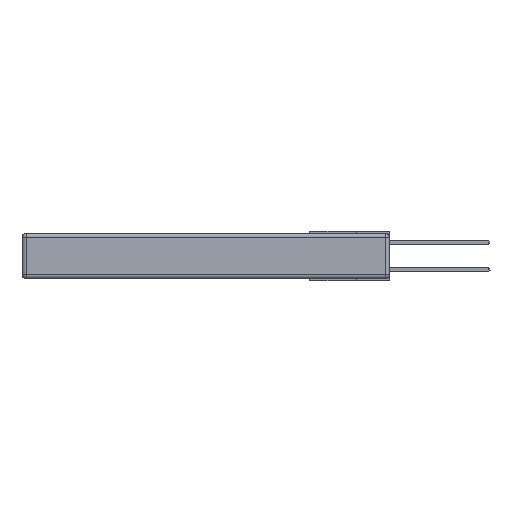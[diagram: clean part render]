
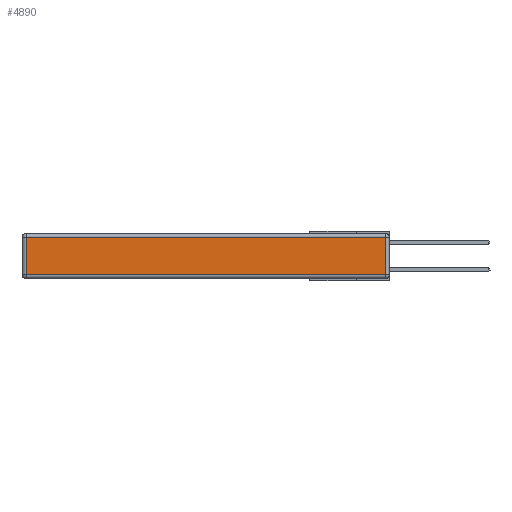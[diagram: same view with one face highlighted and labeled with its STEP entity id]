
A CAD part, left-side view. The second image highlights one B-rep face of the part: STEP entity #4890.
In plain terms, the highlighted planar face has unit normal (-1, 0, 0).
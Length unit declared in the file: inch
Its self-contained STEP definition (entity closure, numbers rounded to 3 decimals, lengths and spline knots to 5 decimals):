
#599 = DIRECTION ( 'NONE',  ( 0., 1., 0. ) ) ;
#1645 = VERTEX_POINT ( 'NONE', #15268 ) ;
#4119 = VERTEX_POINT ( 'NONE', #16258 ) ;
#4766 = EDGE_CURVE ( 'NONE', #4119, #18724, #18605, .T. ) ;
#4767 = EDGE_LOOP ( 'NONE', ( #16102, #16667, #16205, #9221 ) ) ;
#4811 = VECTOR ( 'NONE', #14985, 39.37008 ) ;
#4890 = ADVANCED_FACE ( 'NONE', ( #16455 ), #6123, .T. ) ;
#5256 = VECTOR ( 'NONE', #11817, 39.37008 ) ;
#5668 = VECTOR ( 'NONE', #8890, 39.37008 ) ;
#6123 = PLANE ( 'NONE',  #17512 ) ;
#6596 = EDGE_CURVE ( 'NONE', #18724, #1645, #11155, .T. ) ;
#7468 = CARTESIAN_POINT ( 'NONE',  ( 0., 0.03, -0.343 ) ) ;
#7852 = CARTESIAN_POINT ( 'NONE',  ( 0., 0., -0.343 ) ) ;
#8890 = DIRECTION ( 'NONE',  ( 0., 0., 1. ) ) ;
#9221 = ORIENTED_EDGE ( 'NONE', *, *, #6596, .T. ) ;
#9848 = VERTEX_POINT ( 'NONE', #16563 ) ;
#10306 = CARTESIAN_POINT ( 'NONE',  ( 0., 2.72, -0.343 ) ) ;
#10949 = EDGE_CURVE ( 'NONE', #9848, #4119, #19635, .T. ) ;
#11155 = LINE ( 'NONE', #10306, #5256 ) ;
#11182 = LINE ( 'NONE', #11872, #4811 ) ;
#11337 = CARTESIAN_POINT ( 'NONE',  ( 0., 2.75, -0.03 ) ) ;
#11817 = DIRECTION ( 'NONE',  ( 0., 0., -1. ) ) ;
#11872 = CARTESIAN_POINT ( 'NONE',  ( 0., 0., -0.313 ) ) ;
#12417 = VECTOR ( 'NONE', #599, 39.37008 ) ;
#13764 = DIRECTION ( 'NONE',  ( 0., 0., 1. ) ) ;
#14985 = DIRECTION ( 'NONE',  ( 0., -1., 0. ) ) ;
#15268 = CARTESIAN_POINT ( 'NONE',  ( 0., 2.72, -0.313 ) ) ;
#16102 = ORIENTED_EDGE ( 'NONE', *, *, #19372, .T. ) ;
#16205 = ORIENTED_EDGE ( 'NONE', *, *, #4766, .T. ) ;
#16258 = CARTESIAN_POINT ( 'NONE',  ( 0., 0.03, -0.03 ) ) ;
#16455 = FACE_OUTER_BOUND ( 'NONE', #4767, .T. ) ;
#16563 = CARTESIAN_POINT ( 'NONE',  ( 0., 0.03, -0.313 ) ) ;
#16667 = ORIENTED_EDGE ( 'NONE', *, *, #10949, .T. ) ;
#17512 = AXIS2_PLACEMENT_3D ( 'NONE', #7852, #18415, #13764 ) ;
#17760 = CARTESIAN_POINT ( 'NONE',  ( 0., 2.72, -0.03 ) ) ;
#18415 = DIRECTION ( 'NONE',  ( -1., 0., 0. ) ) ;
#18605 = LINE ( 'NONE', #11337, #12417 ) ;
#18724 = VERTEX_POINT ( 'NONE', #17760 ) ;
#19372 = EDGE_CURVE ( 'NONE', #1645, #9848, #11182, .T. ) ;
#19635 = LINE ( 'NONE', #7468, #5668 ) ;
